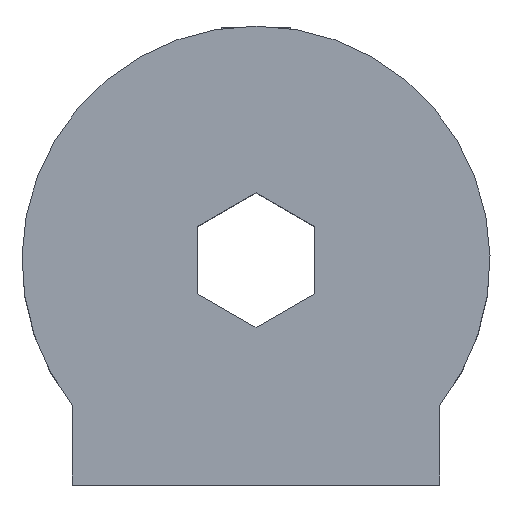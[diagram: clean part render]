
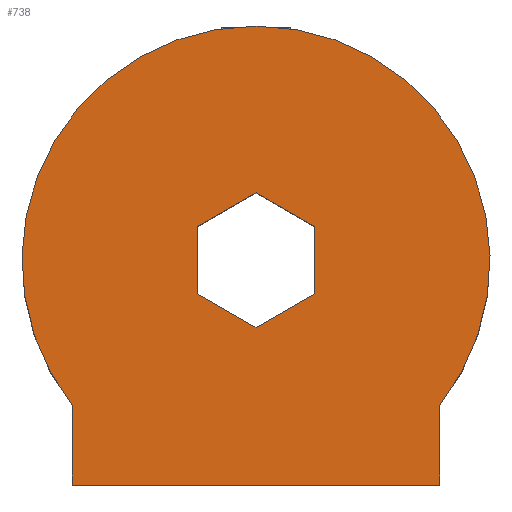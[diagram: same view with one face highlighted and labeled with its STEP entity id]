
A CAD part, top view. The second image highlights one B-rep face of the part: STEP entity #738.
In plain terms, the highlighted planar face has unit normal (0, 0, 1).
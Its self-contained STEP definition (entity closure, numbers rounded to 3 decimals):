
#23=FACE_BOUND('',#79,.T.);
#35=FACE_OUTER_BOUND('',#78,.T.);
#78=EDGE_LOOP('',(#532,#533,#534,#535));
#79=EDGE_LOOP('',(#536,#537,#538,#539,#540,#541));
#120=LINE('',#1046,#220);
#123=LINE('',#1051,#223);
#125=LINE('',#1055,#225);
#127=LINE('',#1060,#227);
#130=LINE('',#1068,#230);
#132=LINE('',#1072,#232);
#134=LINE('',#1075,#234);
#135=LINE('',#1078,#235);
#137=LINE('',#1081,#237);
#220=VECTOR('',#848,10.);
#223=VECTOR('',#853,10.);
#225=VECTOR('',#857,10.);
#227=VECTOR('',#861,10.);
#230=VECTOR('',#870,10.);
#232=VECTOR('',#874,10.);
#234=VECTOR('',#878,10.);
#235=VECTOR('',#881,10.);
#237=VECTOR('',#885,10.);
#311=CIRCLE('',#793,5.1);
#322=VERTEX_POINT('',#1043);
#323=VERTEX_POINT('',#1045);
#324=VERTEX_POINT('',#1049);
#325=VERTEX_POINT('',#1053);
#326=VERTEX_POINT('',#1057);
#327=VERTEX_POINT('',#1059);
#328=VERTEX_POINT('',#1063);
#329=VERTEX_POINT('',#1067);
#330=VERTEX_POINT('',#1071);
#331=VERTEX_POINT('',#1077);
#391=EDGE_CURVE('',#323,#322,#120,.T.);
#394=EDGE_CURVE('',#322,#324,#123,.T.);
#396=EDGE_CURVE('',#324,#325,#125,.T.);
#398=EDGE_CURVE('',#327,#326,#127,.T.);
#401=EDGE_CURVE('',#326,#328,#311,.T.);
#402=EDGE_CURVE('',#329,#323,#130,.T.);
#404=EDGE_CURVE('',#330,#329,#132,.T.);
#406=EDGE_CURVE('',#325,#330,#134,.T.);
#407=EDGE_CURVE('',#331,#327,#135,.T.);
#409=EDGE_CURVE('',#328,#331,#137,.T.);
#532=ORIENTED_EDGE('',*,*,#401,.T.);
#533=ORIENTED_EDGE('',*,*,#409,.T.);
#534=ORIENTED_EDGE('',*,*,#407,.T.);
#535=ORIENTED_EDGE('',*,*,#398,.T.);
#536=ORIENTED_EDGE('',*,*,#396,.T.);
#537=ORIENTED_EDGE('',*,*,#406,.T.);
#538=ORIENTED_EDGE('',*,*,#404,.T.);
#539=ORIENTED_EDGE('',*,*,#402,.T.);
#540=ORIENTED_EDGE('',*,*,#391,.T.);
#541=ORIENTED_EDGE('',*,*,#394,.T.);
#696=PLANE('',#799);
#738=ADVANCED_FACE('',(#35,#23),#696,.T.);
#793=AXIS2_PLACEMENT_3D('',#1065,#866,#867);
#799=AXIS2_PLACEMENT_3D('',#1082,#886,#887);
#848=DIRECTION('',(-0.866,-0.5,0.));
#853=DIRECTION('',(-0.866,0.5,0.));
#857=DIRECTION('',(0.,1.,0.));
#861=DIRECTION('',(0.,1.,0.));
#866=DIRECTION('center_axis',(0.,0.,1.));
#867=DIRECTION('ref_axis',(0.784,-0.62,0.));
#870=DIRECTION('',(0.,-1.,0.));
#874=DIRECTION('',(0.866,-0.5,0.));
#878=DIRECTION('',(0.866,0.5,0.));
#881=DIRECTION('',(1.,0.,0.));
#885=DIRECTION('',(0.,-1.,0.));
#886=DIRECTION('center_axis',(0.,0.,1.));
#887=DIRECTION('ref_axis',(1.,0.,0.));
#1043=CARTESIAN_POINT('',(0.,-1.466,6.));
#1045=CARTESIAN_POINT('',(1.27,-0.733,6.));
#1046=CARTESIAN_POINT('',(0.,-1.466,6.));
#1049=CARTESIAN_POINT('',(-1.27,-0.733,6.));
#1051=CARTESIAN_POINT('',(-1.27,-0.733,6.));
#1053=CARTESIAN_POINT('',(-1.27,0.733,6.));
#1055=CARTESIAN_POINT('',(-1.27,0.733,6.));
#1057=CARTESIAN_POINT('',(4.,-3.164,6.));
#1059=CARTESIAN_POINT('',(4.,-4.9,6.));
#1060=CARTESIAN_POINT('',(4.,-4.9,6.));
#1063=CARTESIAN_POINT('',(-4.,-3.164,6.));
#1065=CARTESIAN_POINT('Origin',(0.,0.,6.));
#1067=CARTESIAN_POINT('',(1.27,0.733,6.));
#1068=CARTESIAN_POINT('',(1.27,-0.733,6.));
#1071=CARTESIAN_POINT('',(0.,1.466,6.));
#1072=CARTESIAN_POINT('',(1.27,0.733,6.));
#1075=CARTESIAN_POINT('',(0.,1.466,6.));
#1077=CARTESIAN_POINT('',(-4.,-4.9,6.));
#1078=CARTESIAN_POINT('',(-4.,-4.9,6.));
#1081=CARTESIAN_POINT('',(-4.,-3.164,6.));
#1082=CARTESIAN_POINT('Origin',(0.,0.1,6.));
